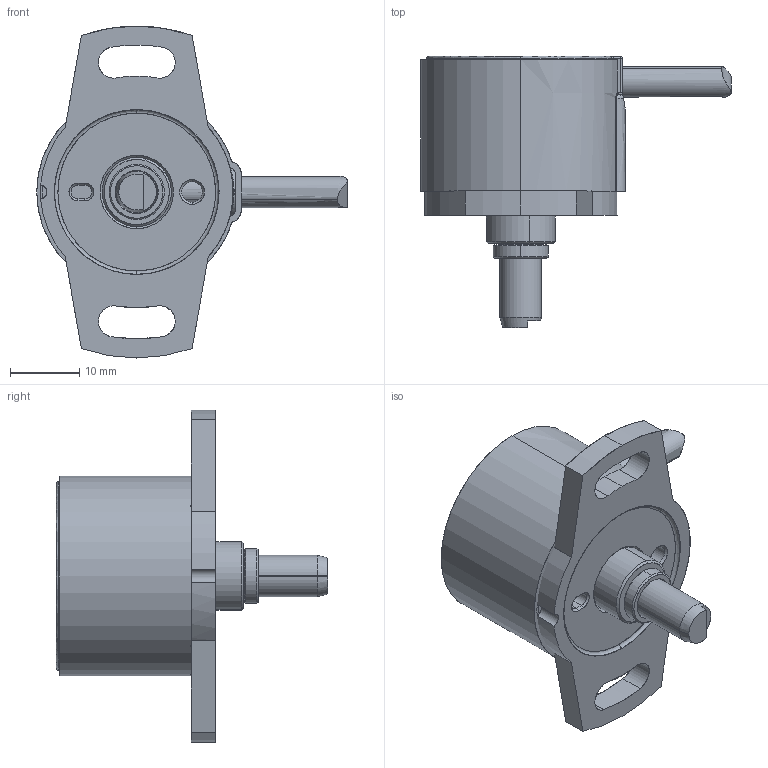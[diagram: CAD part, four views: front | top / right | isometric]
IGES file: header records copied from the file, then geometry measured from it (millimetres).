
Start section: SolidWorks IGES file using analytic representation for surfaces
Global section: file name: RSM_Welle_Form_B.IGS; native system: SolidWorks 2010; preprocessor: SolidWorks 2010; author: Konstantinidis; date: 110719.133512; units: millimetre
Bounding box: 44.88 x 39.26 x 48 mm (x, y, z)
Surface area: 7205.6 mm2 (no closed solid volume)
Topology: 0 solids, 0 shells, 120 faces, 1593 edges, 1591 vertices
Faces by surface type: revolution 75, bspline 45
